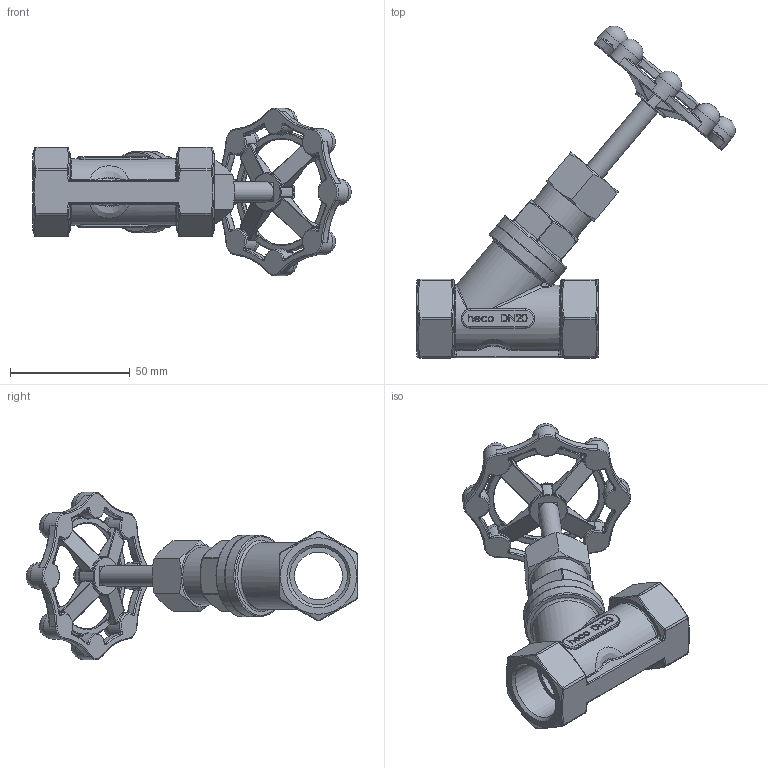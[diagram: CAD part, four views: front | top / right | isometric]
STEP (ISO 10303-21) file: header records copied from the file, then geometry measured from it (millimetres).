
FILE_DESCRIPTION (( 'STEP AP214' ), '1' );
FILE_NAME ('MV-034-S00-4 Muffenschrägsitzventil heco.STEP', '2015-04-14T06:33:32', ( 'test' ), ( '' ), 'SwSTEP 2.0', 'SolidWorks 2011', '' );
FILE_SCHEMA (( 'AUTOMOTIVE_DESIGN' ));
Length unit declared in the file: millimetre
Products named in the file (1): MV-034-S00-4 Muffenschrägsitzventil heco
Bounding box: 133.25 x 138.83 x 69.98 mm (x, y, z)
Volume: 87256.7 mm3; surface area: 31359 mm2
Topology: 2 solids, 6 shells, 1196 faces, 2971 edges, 1707 vertices
Faces by surface type: bspline 500, plane 270, cylinder 213, torus 165, cone 42, sphere 6
Full cylindrical faces by diameter (mm): 5.8 x1, 8.5 x1, 11 x8, 16 x2, 17 x1, 20 x1, 24 x1, 24.116 x2, 34 x2
Entity records: 64736 total; most frequent: CARTESIAN_POINT 27592, ORIENTED_EDGE 5602, DIRECTION 4046, EDGE_CURVE 2801, VERTEX_POINT 1682, AXIS2_PLACEMENT_3D 1594, EDGE_LOOP 1291, FACE_OUTER_BOUND 1228
